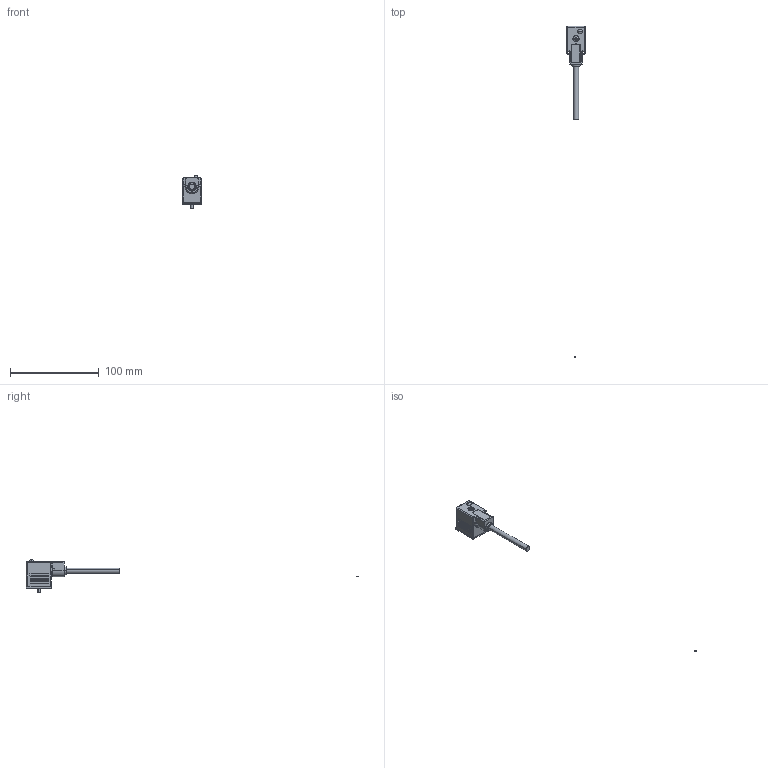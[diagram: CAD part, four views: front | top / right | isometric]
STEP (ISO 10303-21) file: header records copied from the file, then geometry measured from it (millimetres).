
FILE_DESCRIPTION (( 'STEP AP203' ), '1' );
FILE_NAME ('VB21-024-M-L.STEP', '2025-04-10T02:57:12', ( '' ), ( '' ), 'SwSTEP 2.0', 'SolidWorks 2018', '' );
FILE_SCHEMA (( 'CONFIG_CONTROL_DESIGN' ));
Length unit declared in the file: millimetre
Products named in the file (1): VB21-024-M-L
Bounding box: 21.8 x 375.05 x 36.9 mm (x, y, z)
Volume: 20243.6 mm3; surface area: 9857.1 mm2
Topology: 6 solids, 10 shells, 479 faces, 1217 edges, 782 vertices
Faces by surface type: plane 345, cylinder 101, cone 17, bspline 8, sphere 6, torus 2
Entity records: 15116 total; most frequent: CARTESIAN_POINT 3454, ORIENTED_EDGE 2418, DIRECTION 2335, EDGE_CURVE 1209, VECTOR 913, LINE 913, VERTEX_POINT 780, AXIS2_PLACEMENT_3D 711
